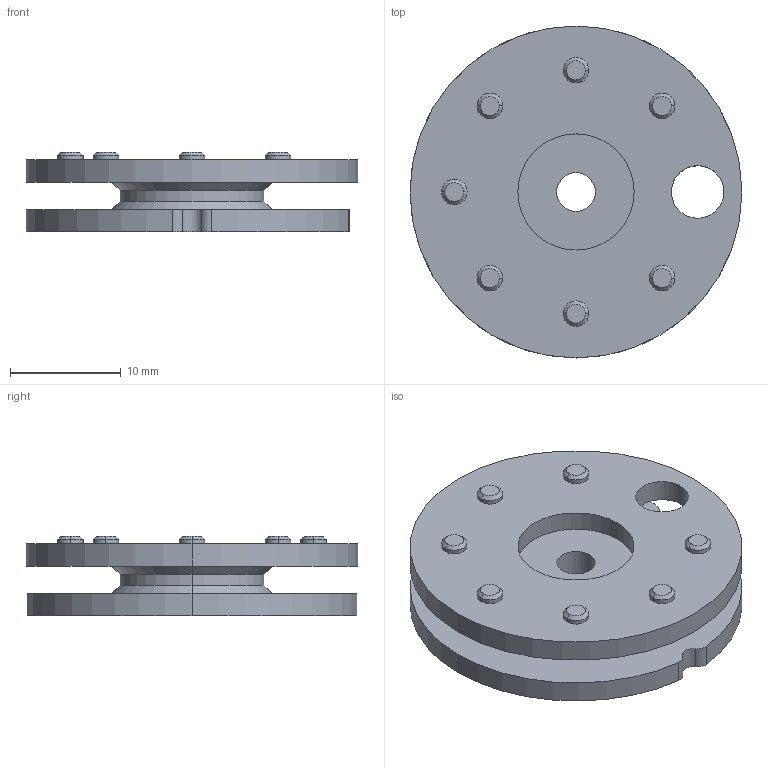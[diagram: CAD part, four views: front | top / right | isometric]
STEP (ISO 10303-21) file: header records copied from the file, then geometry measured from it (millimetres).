
FILE_DESCRIPTION (( 'STEP AP203' ), '1' );
FILE_NAME ('b1_t.STEP', '2015-02-28T01:15:08', ( '' ), ( '' ), 'SwSTEP 2.0', 'SolidWorks 2013', '' );
FILE_SCHEMA (( 'CONFIG_CONTROL_DESIGN' ));
Length unit declared in the file: millimetre
Products named in the file (1): b1_t
Bounding box: 30 x 30 x 7.2 mm (x, y, z)
Volume: 2855.6 mm3; surface area: 3092.2 mm2
Topology: 1 solids, 1 shells, 77 faces, 174 edges, 110 vertices
Faces by surface type: cylinder 44, cone 18, plane 15
Entity records: 2283 total; most frequent: DIRECTION 436, CARTESIAN_POINT 362, ORIENTED_EDGE 348, AXIS2_PLACEMENT_3D 184, EDGE_CURVE 174, VERTEX_POINT 110, CIRCLE 106, EDGE_LOOP 96
